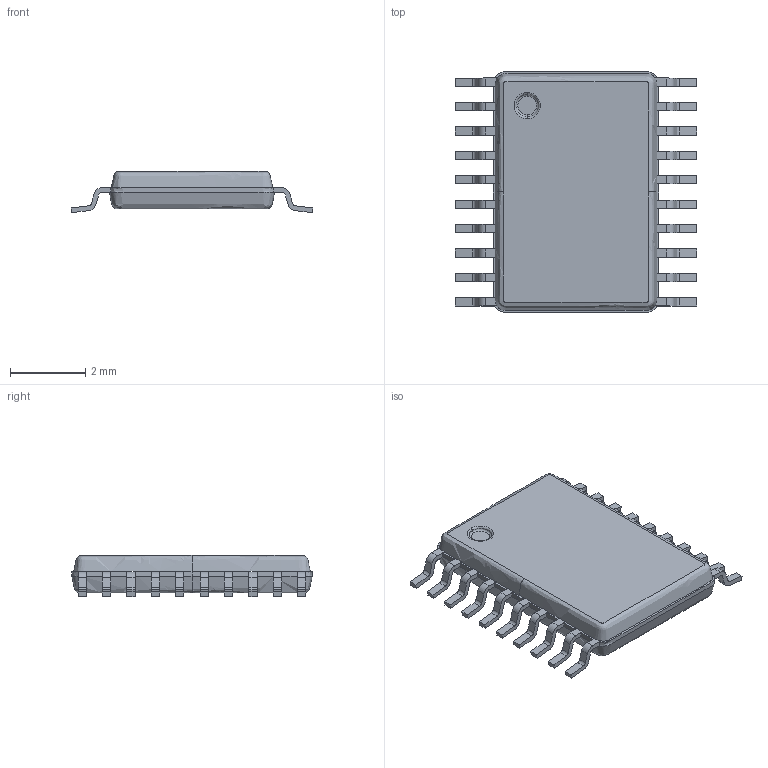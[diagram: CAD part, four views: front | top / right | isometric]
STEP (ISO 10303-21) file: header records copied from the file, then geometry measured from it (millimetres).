
FILE_DESCRIPTION(/* description */ (''),/* implementation_level */ '2;1');
FILE_NAME(/* name */ 'TSSOP-20',/* time_stamp */ '2017-09-25T16:18:40+02:00',/* author */ (''),/* organization */ (''),/* preprocessor_version */ 'ST-DEVELOPER v14',/* originating_system */ '',/* authorisation */ '');
FILE_SCHEMA (('AUTOMOTIVE_DESIGN'));
Length unit declared in the file: millimetre
Products named in the file (1): Document
Bounding box: 6.43 x 6.4 x 1.1 mm (x, y, z)
Volume: 28.4 mm3; surface area: 151.5 mm2
Topology: 11 solids, 11 shells, 295 faces, 868 edges, 576 vertices
Faces by surface type: bspline 252, plane 43
Entity records: 31975 total; most frequent: CARTESIAN_POINT 26529, ORIENTED_EDGE 1736, EDGE_CURVE 868, B_SPLINE_CURVE_WITH_KNOTS 858, VERTEX_POINT 576, EDGE_LOOP 296, ADVANCED_FACE 295, FACE_OUTER_BOUND 295
